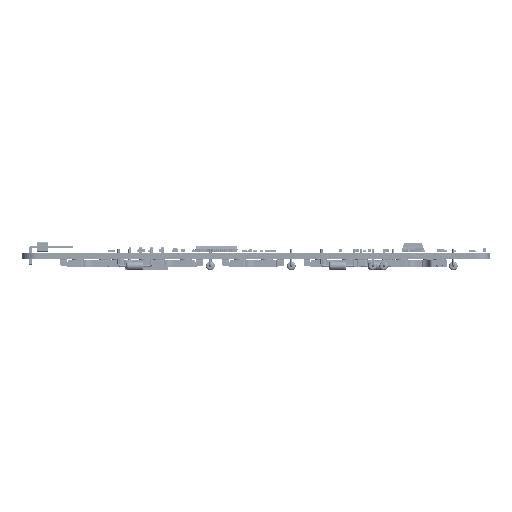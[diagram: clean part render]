
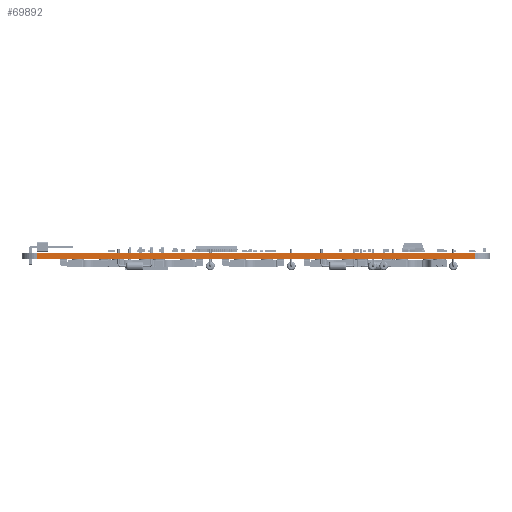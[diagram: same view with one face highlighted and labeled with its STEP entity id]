
A CAD part, front view. The second image highlights one B-rep face of the part: STEP entity #69892.
In plain terms, the highlighted planar face has unit normal (0, -1, 0).
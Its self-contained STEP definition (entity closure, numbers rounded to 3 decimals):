
#64555 = VERTEX_POINT('',#64556);
#64556 = CARTESIAN_POINT('',(3.5,-140.,0.));
#64563 = EDGE_CURVE('',#64564,#64555,#64566,.T.);
#64564 = VERTEX_POINT('',#64565);
#64565 = CARTESIAN_POINT('',(106.5,-140.,0.));
#64566 = LINE('',#64567,#64568);
#64567 = CARTESIAN_POINT('',(106.5,-140.,0.));
#64568 = VECTOR('',#64569,1.);
#64569 = DIRECTION('',(-1.,0.,0.));
#67210 = VERTEX_POINT('',#67211);
#67211 = CARTESIAN_POINT('',(3.5,-140.,1.6));
#67218 = EDGE_CURVE('',#67219,#67210,#67221,.T.);
#67219 = VERTEX_POINT('',#67220);
#67220 = CARTESIAN_POINT('',(106.5,-140.,1.6));
#67221 = LINE('',#67222,#67223);
#67222 = CARTESIAN_POINT('',(106.5,-140.,1.6));
#67223 = VECTOR('',#67224,1.);
#67224 = DIRECTION('',(-1.,0.,0.));
#69864 = EDGE_CURVE('',#64564,#67219,#69865,.T.);
#69865 = LINE('',#69866,#69867);
#69866 = CARTESIAN_POINT('',(106.5,-140.,0.));
#69867 = VECTOR('',#69868,1.);
#69868 = DIRECTION('',(0.,0.,1.));
#69892 = ADVANCED_FACE('',(#69893),#69904,.T.);
#69893 = FACE_BOUND('',#69894,.T.);
#69894 = EDGE_LOOP('',(#69895,#69896,#69897,#69903));
#69895 = ORIENTED_EDGE('',*,*,#69864,.T.);
#69896 = ORIENTED_EDGE('',*,*,#67218,.T.);
#69897 = ORIENTED_EDGE('',*,*,#69898,.F.);
#69898 = EDGE_CURVE('',#64555,#67210,#69899,.T.);
#69899 = LINE('',#69900,#69901);
#69900 = CARTESIAN_POINT('',(3.5,-140.,0.));
#69901 = VECTOR('',#69902,1.);
#69902 = DIRECTION('',(0.,0.,1.));
#69903 = ORIENTED_EDGE('',*,*,#64563,.F.);
#69904 = PLANE('',#69905);
#69905 = AXIS2_PLACEMENT_3D('',#69906,#69907,#69908);
#69906 = CARTESIAN_POINT('',(106.5,-140.,0.));
#69907 = DIRECTION('',(0.,-1.,0.));
#69908 = DIRECTION('',(-1.,0.,0.));
